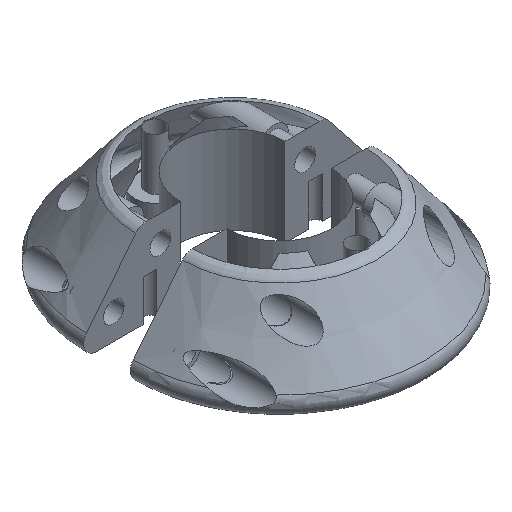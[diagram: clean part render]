
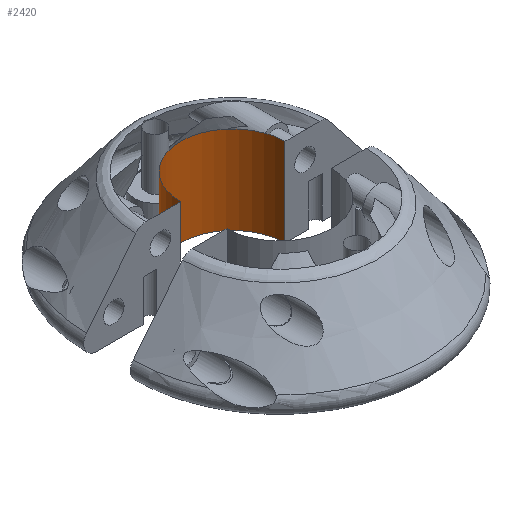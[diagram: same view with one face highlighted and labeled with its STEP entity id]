
A CAD part, isometric view. The second image highlights one B-rep face of the part: STEP entity #2420.
In plain terms, the highlighted cylindrical face has radius 10.1 mm (diameter 20.2 mm), a partial arc.
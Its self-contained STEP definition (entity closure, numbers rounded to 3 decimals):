
#64=CYLINDRICAL_SURFACE('',#2663,10.1);
#244=CIRCLE('',#2655,10.1);
#252=CIRCLE('',#2664,10.1);
#366=FACE_OUTER_BOUND('',#540,.T.);
#540=EDGE_LOOP('',(#1974,#1975,#1976,#1977));
#798=LINE('',#4796,#902);
#803=LINE('',#4817,#907);
#902=VECTOR('',#3095,10.);
#907=VECTOR('',#3112,10.);
#1075=VERTEX_POINT('',#4793);
#1076=VERTEX_POINT('',#4795);
#1085=VERTEX_POINT('',#4814);
#1086=VERTEX_POINT('',#4816);
#1378=EDGE_CURVE('',#1076,#1075,#798,.T.);
#1388=EDGE_CURVE('',#1086,#1085,#803,.T.);
#1408=EDGE_CURVE('',#1086,#1075,#244,.T.);
#1416=EDGE_CURVE('',#1076,#1085,#252,.T.);
#1974=ORIENTED_EDGE('',*,*,#1378,.T.);
#1975=ORIENTED_EDGE('',*,*,#1408,.F.);
#1976=ORIENTED_EDGE('',*,*,#1388,.T.);
#1977=ORIENTED_EDGE('',*,*,#1416,.F.);
#2420=ADVANCED_FACE('',(#366),#64,.F.);
#2655=AXIS2_PLACEMENT_3D('',#4854,#3152,#3153);
#2663=AXIS2_PLACEMENT_3D('',#4869,#3168,#3169);
#2664=AXIS2_PLACEMENT_3D('',#4870,#3170,#3171);
#3095=DIRECTION('',(0.,0.,-1.));
#3112=DIRECTION('',(0.,0.,1.));
#3152=DIRECTION('center_axis',(0.,0.,1.));
#3153=DIRECTION('ref_axis',(1.,0.,0.));
#3168=DIRECTION('center_axis',(0.,0.,1.));
#3169=DIRECTION('ref_axis',(1.,0.,0.));
#3170=DIRECTION('center_axis',(0.,0.,-1.));
#3171=DIRECTION('ref_axis',(1.,0.,0.));
#4793=CARTESIAN_POINT('',(-10.1,9.,0.));
#4795=CARTESIAN_POINT('',(-10.1,9.,17.));
#4796=CARTESIAN_POINT('',(-10.1,9.,0.));
#4814=CARTESIAN_POINT('',(10.1,9.,17.));
#4816=CARTESIAN_POINT('',(10.1,9.,0.));
#4817=CARTESIAN_POINT('',(10.1,9.,0.));
#4854=CARTESIAN_POINT('Origin',(0.,9.,0.));
#4869=CARTESIAN_POINT('Origin',(0.,9.,0.));
#4870=CARTESIAN_POINT('Origin',(0.,9.,17.));
